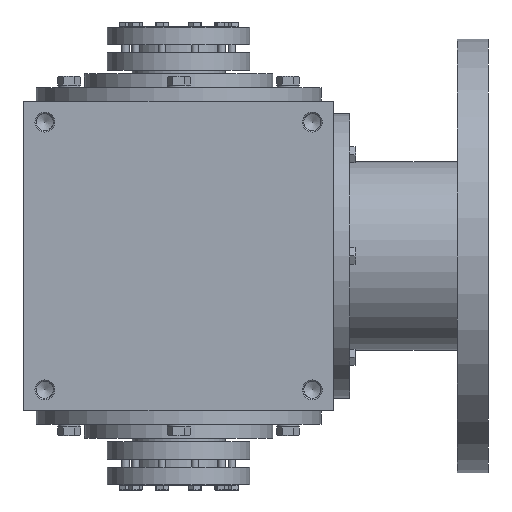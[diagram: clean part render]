
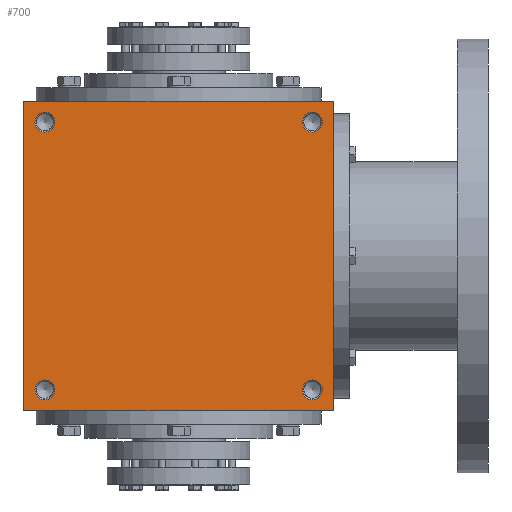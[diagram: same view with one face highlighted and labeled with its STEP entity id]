
A CAD part, front view. The second image highlights one B-rep face of the part: STEP entity #700.
In plain terms, the highlighted planar face has unit normal (0, -1, 0).
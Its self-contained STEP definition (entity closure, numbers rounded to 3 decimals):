
#700 = ADVANCED_FACE( '', ( #1590, #1591, #1592, #1593, #1594 ), #1595, .F. );
#1590 = FACE_BOUND( '', #2926, .T. );
#1591 = FACE_BOUND( '', #2927, .T. );
#1592 = FACE_BOUND( '', #2928, .T. );
#1593 = FACE_BOUND( '', #2929, .T. );
#1594 = FACE_OUTER_BOUND( '', #2930, .T. );
#1595 = PLANE( '', #2931 );
#2926 = EDGE_LOOP( '', ( #4372 ) );
#2927 = EDGE_LOOP( '', ( #4373 ) );
#2928 = EDGE_LOOP( '', ( #4374 ) );
#2929 = EDGE_LOOP( '', ( #4375 ) );
#2930 = EDGE_LOOP( '', ( #4376, #4377, #4378, #4379 ) );
#2931 = AXIS2_PLACEMENT_3D( '', #4380, #4381, #4382 );
#4372 = ORIENTED_EDGE( '', *, *, #7084, .T. );
#4373 = ORIENTED_EDGE( '', *, *, #7085, .T. );
#4374 = ORIENTED_EDGE( '', *, *, #7086, .F. );
#4375 = ORIENTED_EDGE( '', *, *, #7087, .F. );
#4376 = ORIENTED_EDGE( '', *, *, #7088, .T. );
#4377 = ORIENTED_EDGE( '', *, *, #7089, .F. );
#4378 = ORIENTED_EDGE( '', *, *, #7090, .F. );
#4379 = ORIENTED_EDGE( '', *, *, #6941, .T. );
#4380 = CARTESIAN_POINT( '', ( -125., -125., 125. ) );
#4381 = DIRECTION( '', ( 0., 1., 0. ) );
#4382 = DIRECTION( '', ( 0., 0., 1. ) );
#6941 = EDGE_CURVE( '', #8007, #8005, #8008, .T. );
#7084 = EDGE_CURVE( '', #8255, #8255, #8256, .T. );
#7085 = EDGE_CURVE( '', #8257, #8257, #8258, .T. );
#7086 = EDGE_CURVE( '', #8259, #8259, #8260, .T. );
#7087 = EDGE_CURVE( '', #8261, #8261, #8262, .T. );
#7088 = EDGE_CURVE( '', #8005, #8263, #8264, .T. );
#7089 = EDGE_CURVE( '', #8265, #8263, #8266, .T. );
#7090 = EDGE_CURVE( '', #8007, #8265, #8267, .T. );
#8005 = VERTEX_POINT( '', #9515 );
#8007 = VERTEX_POINT( '', #9518 );
#8008 = LINE( '', #9519, #9520 );
#8255 = VERTEX_POINT( '', #9910 );
#8256 = CIRCLE( '', #9911, 8. );
#8257 = VERTEX_POINT( '', #9912 );
#8258 = CIRCLE( '', #9913, 8. );
#8259 = VERTEX_POINT( '', #9914 );
#8260 = CIRCLE( '', #9915, 8. );
#8261 = VERTEX_POINT( '', #9916 );
#8262 = CIRCLE( '', #9917, 8. );
#8263 = VERTEX_POINT( '', #9918 );
#8264 = LINE( '', #9919, #9920 );
#8265 = VERTEX_POINT( '', #9921 );
#8266 = LINE( '', #9922, #9923 );
#8267 = LINE( '', #9924, #9925 );
#9515 = CARTESIAN_POINT( '', ( -125., -125., -125. ) );
#9518 = CARTESIAN_POINT( '', ( -125., -125., 125. ) );
#9519 = CARTESIAN_POINT( '', ( -125., -125., 125. ) );
#9520 = VECTOR( '', #11944, 1000. );
#9910 = CARTESIAN_POINT( '', ( -108., -125., -100. ) );
#9911 = AXIS2_PLACEMENT_3D( '', #12148, #12149, #12150 );
#9912 = CARTESIAN_POINT( '', ( -108., -125., 116. ) );
#9913 = AXIS2_PLACEMENT_3D( '', #12151, #12152, #12153 );
#9914 = CARTESIAN_POINT( '', ( 108., -125., -116. ) );
#9915 = AXIS2_PLACEMENT_3D( '', #12154, #12155, #12156 );
#9916 = CARTESIAN_POINT( '', ( 108., -125., 100. ) );
#9917 = AXIS2_PLACEMENT_3D( '', #12157, #12158, #12159 );
#9918 = CARTESIAN_POINT( '', ( 125., -125., -125. ) );
#9919 = CARTESIAN_POINT( '', ( -125., -125., -125. ) );
#9920 = VECTOR( '', #12160, 1000. );
#9921 = CARTESIAN_POINT( '', ( 125., -125., 125. ) );
#9922 = CARTESIAN_POINT( '', ( 125., -125., 125. ) );
#9923 = VECTOR( '', #12161, 1000. );
#9924 = CARTESIAN_POINT( '', ( -125., -125., 125. ) );
#9925 = VECTOR( '', #12162, 1000. );
#11944 = DIRECTION( '', ( 0., 0., -1. ) );
#12148 = CARTESIAN_POINT( '', ( -108., -125., -108. ) );
#12149 = DIRECTION( '', ( 0., 1., 0. ) );
#12150 = DIRECTION( '', ( 0., 0., 1. ) );
#12151 = CARTESIAN_POINT( '', ( -108., -125., 108. ) );
#12152 = DIRECTION( '', ( 0., 1., 0. ) );
#12153 = DIRECTION( '', ( 0., 0., 1. ) );
#12154 = CARTESIAN_POINT( '', ( 108., -125., -108. ) );
#12155 = DIRECTION( '', ( 0., -1., 0. ) );
#12156 = DIRECTION( '', ( 0., 0., -1. ) );
#12157 = CARTESIAN_POINT( '', ( 108., -125., 108. ) );
#12158 = DIRECTION( '', ( 0., -1., 0. ) );
#12159 = DIRECTION( '', ( 0., 0., -1. ) );
#12160 = DIRECTION( '', ( 1., 0., 0. ) );
#12161 = DIRECTION( '', ( 0., 0., -1. ) );
#12162 = DIRECTION( '', ( 1., 0., 0. ) );
